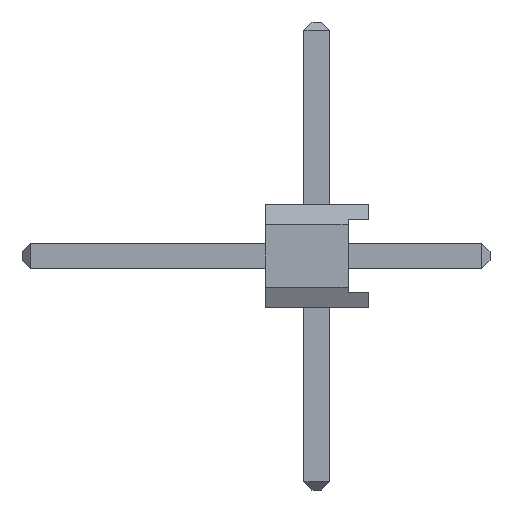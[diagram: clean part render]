
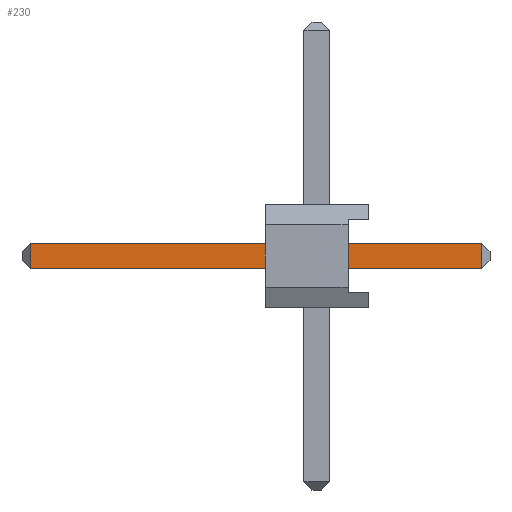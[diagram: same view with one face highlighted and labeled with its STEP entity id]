
A CAD part, left-side view. The second image highlights one B-rep face of the part: STEP entity #230.
In plain terms, the highlighted planar face has unit normal (-1, 0, 0).
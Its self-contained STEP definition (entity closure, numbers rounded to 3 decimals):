
#230 = ADVANCED_FACE( '', ( #539 ), #540, .F. );
#539 = FACE_OUTER_BOUND( '', #927, .T. );
#540 = PLANE( '', #928 );
#927 = EDGE_LOOP( '', ( #1599, #1600, #1601, #1602 ) );
#928 = AXIS2_PLACEMENT_3D( '', #1603, #1604, #1605 );
#1599 = ORIENTED_EDGE( '', *, *, #2554, .T. );
#1600 = ORIENTED_EDGE( '', *, *, #2555, .T. );
#1601 = ORIENTED_EDGE( '', *, *, #2556, .F. );
#1602 = ORIENTED_EDGE( '', *, *, #2557, .T. );
#1603 = CARTESIAN_POINT( '', ( -0.32, -0.32, 5.77 ) );
#1604 = DIRECTION( '', ( 1., 0., 0. ) );
#1605 = DIRECTION( '', ( 0., 0., -1. ) );
#2554 = EDGE_CURVE( '', #3169, #3170, #3171, .T. );
#2555 = EDGE_CURVE( '', #3170, #3172, #3173, .T. );
#2556 = EDGE_CURVE( '', #3174, #3172, #3175, .T. );
#2557 = EDGE_CURVE( '', #3174, #3169, #3176, .T. );
#3169 = VERTEX_POINT( '', #4036 );
#3170 = VERTEX_POINT( '', #4037 );
#3171 = LINE( '', #4038, #4039 );
#3172 = VERTEX_POINT( '', #4040 );
#3173 = LINE( '', #4041, #4042 );
#3174 = VERTEX_POINT( '', #4043 );
#3175 = LINE( '', #4044, #4045 );
#3176 = LINE( '', #4046, #4047 );
#4036 = CARTESIAN_POINT( '', ( -0.32, 0.32, 5.57 ) );
#4037 = CARTESIAN_POINT( '', ( -0.32, 0.32, -5.57 ) );
#4038 = CARTESIAN_POINT( '', ( -0.32, 0.32, 5.77 ) );
#4039 = VECTOR( '', #4605, 1000. );
#4040 = CARTESIAN_POINT( '', ( -0.32, -0.32, -5.57 ) );
#4041 = CARTESIAN_POINT( '', ( -0.32, -0.32, -5.57 ) );
#4042 = VECTOR( '', #4606, 1000. );
#4043 = CARTESIAN_POINT( '', ( -0.32, -0.32, 5.57 ) );
#4044 = CARTESIAN_POINT( '', ( -0.32, -0.32, 5.77 ) );
#4045 = VECTOR( '', #4607, 1000. );
#4046 = CARTESIAN_POINT( '', ( -0.32, -0.32, 5.57 ) );
#4047 = VECTOR( '', #4608, 1000. );
#4605 = DIRECTION( '', ( 0., 0., -1. ) );
#4606 = DIRECTION( '', ( 0., -1., 0. ) );
#4607 = DIRECTION( '', ( 0., 0., -1. ) );
#4608 = DIRECTION( '', ( 0., 1., 0. ) );
